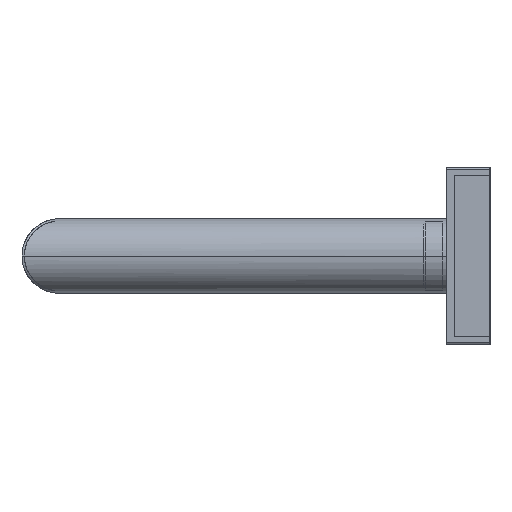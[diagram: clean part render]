
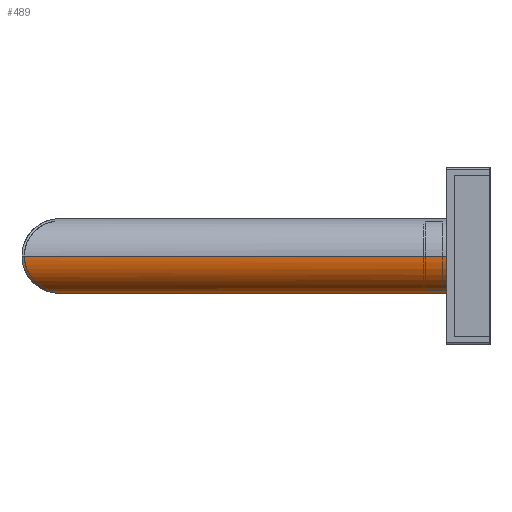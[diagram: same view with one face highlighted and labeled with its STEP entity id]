
A CAD part, left-side view. The second image highlights one B-rep face of the part: STEP entity #489.
In plain terms, the highlighted cylindrical face has radius 9.5 mm (diameter 19 mm), a partial arc.
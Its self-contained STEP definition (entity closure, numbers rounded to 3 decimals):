
#31 = B_SPLINE_CURVE_WITH_KNOTS ( 'NONE', 3,
 ( #2323, #2316, #2315, #2314, #2313, #2312, #2311, #2310, #2309, #2308, #2307, #2306, #2305, #2304, #2303, #2302, #2301, #2300, #2299, #2298, #2297, #2296 ),
 .UNSPECIFIED., .F., .F.,
 ( 4, 2, 2, 2, 2, 2, 2, 2, 2, 2, 4 ),
 ( 0.01, 0.011, 0.013, 0.014, 0.015, 0.017, 0.017, 0.018, 0.019, 0.02, 0.02 ),
 .UNSPECIFIED. ) ;
#36 = B_SPLINE_CURVE_WITH_KNOTS ( 'NONE', 3,
 ( #1338, #1331, #1330, #1329, #1328, #1327, #1326, #1325, #1324, #1323, #1322, #1321, #1320, #1319, #1318, #1317, #1316, #1315, #1314, #1313 ),
 .UNSPECIFIED., .F., .F.,
 ( 4, 2, 2, 2, 2, 2, 2, 2, 2, 4 ),
 ( 0., 0.001, 0.003, 0.004, 0.005, 0.006, 0.008, 0.009, 0.01, 0.01 ),
 .UNSPECIFIED. ) ;
#38 =( BOUNDED_CURVE ( )  B_SPLINE_CURVE ( 3, ( #2295, #2294, #2293, #2292 ),
 .UNSPECIFIED., .F., .F. ) 
 B_SPLINE_CURVE_WITH_KNOTS ( ( 4, 4 ),
 ( 3.142, 6.283 ),
 .UNSPECIFIED. ) 
 CURVE ( )  GEOMETRIC_REPRESENTATION_ITEM ( )  RATIONAL_B_SPLINE_CURVE ( ( 1., 0.333, 0.333, 1. ) ) 
 REPRESENTATION_ITEM ( '' )  );
#388 = CIRCLE ( 'NONE', #898, 9.5 ) ;
#461 = EDGE_CURVE ( 'NONE', #1655, #1659, #2328, .T. ) ;
#462 = EDGE_CURVE ( 'NONE', #1658, #1659, #388, .T. ) ;
#464 = EDGE_CURVE ( 'NONE', #1644, #1658, #2319, .T. ) ;
#465 = EDGE_CURVE ( 'NONE', #1645, #1657, #31, .T. ) ;
#466 = EDGE_CURVE ( 'NONE', #1655, #1656, #38, .T. ) ;
#467 = EDGE_CURVE ( 'NONE', #1656, #1657, #2290, .T. ) ;
#489 = ADVANCED_FACE ( 'NONE', ( #819 ), #824, .T. ) ;
#519 = EDGE_CURVE ( 'NONE', #1644, #1645, #36, .T. ) ;
#604 = CARTESIAN_POINT ( 'NONE',  ( 0., 0., -9.5 ) ) ;
#605 = CARTESIAN_POINT ( 'NONE',  ( 0., 47.3, 9.5 ) ) ;
#606 = CARTESIAN_POINT ( 'NONE',  ( 0., 89., 9.5 ) ) ;
#607 = CARTESIAN_POINT ( 'NONE',  ( 0., 108., -9.5 ) ) ;
#616 = CARTESIAN_POINT ( 'NONE',  ( 6.3, 41., 7.111 ) ) ;
#617 = CARTESIAN_POINT ( 'NONE',  ( 0., 34.7, 9.5 ) ) ;
#671 = CARTESIAN_POINT ( 'NONE',  ( 0., 0., 9.5 ) ) ;
#819 = FACE_OUTER_BOUND ( 'NONE', #2189, .T. ) ;
#823 = AXIS2_PLACEMENT_3D ( 'NONE', #1468, #1467, #1465 ) ;
#824 = CYLINDRICAL_SURFACE ( 'NONE', #823, 9.5 ) ;
#898 = AXIS2_PLACEMENT_3D ( 'NONE', #2329, #2325, #2324 ) ;
#908 = VECTOR ( 'NONE', #2326, 1000. ) ;
#922 = VECTOR ( 'NONE', #2288, 1000. ) ;
#953 = VECTOR ( 'NONE', #2317, 1000. ) ;
#1313 = CARTESIAN_POINT ( 'NONE',  ( 6.3, 41., 7.111 ) ) ;
#1314 = CARTESIAN_POINT ( 'NONE',  ( 6.3, 40.786, 7.111 ) ) ;
#1315 = CARTESIAN_POINT ( 'NONE',  ( 6.289, 40.57, 7.12 ) ) ;
#1316 = CARTESIAN_POINT ( 'NONE',  ( 6.245, 40.146, 7.159 ) ) ;
#1317 = CARTESIAN_POINT ( 'NONE',  ( 6.213, 39.937, 7.187 ) ) ;
#1318 = CARTESIAN_POINT ( 'NONE',  ( 6.087, 39.321, 7.295 ) ) ;
#1319 = CARTESIAN_POINT ( 'NONE',  ( 5.96, 38.918, 7.401 ) ) ;
#1320 = CARTESIAN_POINT ( 'NONE',  ( 5.642, 38.168, 7.646 ) ) ;
#1321 = CARTESIAN_POINT ( 'NONE',  ( 5.451, 37.816, 7.785 ) ) ;
#1322 = CARTESIAN_POINT ( 'NONE',  ( 5.005, 37.154, 8.079 ) ) ;
#1323 = CARTESIAN_POINT ( 'NONE',  ( 4.749, 36.841, 8.234 ) ) ;
#1324 = CARTESIAN_POINT ( 'NONE',  ( 4.187, 36.276, 8.534 ) ) ;
#1325 = CARTESIAN_POINT ( 'NONE',  ( 3.88, 36.019, 8.679 ) ) ;
#1326 = CARTESIAN_POINT ( 'NONE',  ( 3.205, 35.561, 8.95 ) ) ;
#1327 = CARTESIAN_POINT ( 'NONE',  ( 2.846, 35.364, 9.072 ) ) ;
#1328 = CARTESIAN_POINT ( 'NONE',  ( 2.085, 35.041, 9.277 ) ) ;
#1329 = CARTESIAN_POINT ( 'NONE',  ( 1.678, 34.913, 9.36 ) ) ;
#1330 = CARTESIAN_POINT ( 'NONE',  ( 0.853, 34.744, 9.471 ) ) ;
#1331 = CARTESIAN_POINT ( 'NONE',  ( 0.431, 34.7, 9.5 ) ) ;
#1338 = CARTESIAN_POINT ( 'NONE',  ( 0., 34.7, 9.5 ) ) ;
#1465 = DIRECTION ( 'NONE',  ( 0., 0., -1. ) ) ;
#1467 = DIRECTION ( 'NONE',  ( 0., -1., 0. ) ) ;
#1468 = CARTESIAN_POINT ( 'NONE',  ( 0., 108., 0. ) ) ;
#1644 = VERTEX_POINT ( 'NONE', #617 ) ;
#1645 = VERTEX_POINT ( 'NONE', #616 ) ;
#1655 = VERTEX_POINT ( 'NONE', #607 ) ;
#1656 = VERTEX_POINT ( 'NONE', #606 ) ;
#1657 = VERTEX_POINT ( 'NONE', #605 ) ;
#1658 = VERTEX_POINT ( 'NONE', #671 ) ;
#1659 = VERTEX_POINT ( 'NONE', #604 ) ;
#1839 = ORIENTED_EDGE ( 'NONE', *, *, #462, .T. ) ;
#1840 = ORIENTED_EDGE ( 'NONE', *, *, #461, .F. ) ;
#1841 = ORIENTED_EDGE ( 'NONE', *, *, #464, .T. ) ;
#1842 = ORIENTED_EDGE ( 'NONE', *, *, #519, .F. ) ;
#1843 = ORIENTED_EDGE ( 'NONE', *, *, #467, .T. ) ;
#1844 = ORIENTED_EDGE ( 'NONE', *, *, #465, .F. ) ;
#1845 = ORIENTED_EDGE ( 'NONE', *, *, #466, .T. ) ;
#2189 = EDGE_LOOP ( 'NONE', ( #1845, #1843, #1844, #1842, #1841, #1839, #1840 ) ) ;
#2288 = DIRECTION ( 'NONE',  ( 0., -1., 0. ) ) ;
#2289 = CARTESIAN_POINT ( 'NONE',  ( 0., 108., 9.5 ) ) ;
#2290 = LINE ( 'NONE', #2289, #922 ) ;
#2292 = CARTESIAN_POINT ( 'NONE',  ( 0., 89., 9.5 ) ) ;
#2293 = CARTESIAN_POINT ( 'NONE',  ( 19., 89., 9.5 ) ) ;
#2294 = CARTESIAN_POINT ( 'NONE',  ( 19., 108., -9.5 ) ) ;
#2295 = CARTESIAN_POINT ( 'NONE',  ( 0., 108., -9.5 ) ) ;
#2296 = CARTESIAN_POINT ( 'NONE',  ( 0., 47.3, 9.5 ) ) ;
#2297 = CARTESIAN_POINT ( 'NONE',  ( 0.212, 47.3, 9.5 ) ) ;
#2298 = CARTESIAN_POINT ( 'NONE',  ( 0.424, 47.289, 9.493 ) ) ;
#2299 = CARTESIAN_POINT ( 'NONE',  ( 0.848, 47.246, 9.464 ) ) ;
#2300 = CARTESIAN_POINT ( 'NONE',  ( 1.061, 47.214, 9.443 ) ) ;
#2301 = CARTESIAN_POINT ( 'NONE',  ( 1.685, 47.085, 9.359 ) ) ;
#2302 = CARTESIAN_POINT ( 'NONE',  ( 2.083, 46.96, 9.277 ) ) ;
#2303 = CARTESIAN_POINT ( 'NONE',  ( 2.655, 46.717, 9.124 ) ) ;
#2304 = CARTESIAN_POINT ( 'NONE',  ( 2.843, 46.626, 9.067 ) ) ;
#2305 = CARTESIAN_POINT ( 'NONE',  ( 3.203, 46.429, 8.946 ) ) ;
#2306 = CARTESIAN_POINT ( 'NONE',  ( 3.376, 46.323, 8.882 ) ) ;
#2307 = CARTESIAN_POINT ( 'NONE',  ( 3.875, 45.984, 8.681 ) ) ;
#2308 = CARTESIAN_POINT ( 'NONE',  ( 4.182, 45.729, 8.536 ) ) ;
#2309 = CARTESIAN_POINT ( 'NONE',  ( 4.748, 45.161, 8.235 ) ) ;
#2310 = CARTESIAN_POINT ( 'NONE',  ( 5.002, 44.851, 8.081 ) ) ;
#2311 = CARTESIAN_POINT ( 'NONE',  ( 5.449, 44.187, 7.787 ) ) ;
#2312 = CARTESIAN_POINT ( 'NONE',  ( 5.644, 43.829, 7.644 ) ) ;
#2313 = CARTESIAN_POINT ( 'NONE',  ( 5.963, 43.075, 7.398 ) ) ;
#2314 = CARTESIAN_POINT ( 'NONE',  ( 6.087, 42.678, 7.294 ) ) ;
#2315 = CARTESIAN_POINT ( 'NONE',  ( 6.257, 41.848, 7.149 ) ) ;
#2316 = CARTESIAN_POINT ( 'NONE',  ( 6.3, 41.427, 7.111 ) ) ;
#2317 = DIRECTION ( 'NONE',  ( 0., -1., 0. ) ) ;
#2318 = CARTESIAN_POINT ( 'NONE',  ( 0., 108., 9.5 ) ) ;
#2319 = LINE ( 'NONE', #2318, #953 ) ;
#2323 = CARTESIAN_POINT ( 'NONE',  ( 6.3, 41., 7.111 ) ) ;
#2324 = DIRECTION ( 'NONE',  ( 0., 0., 1. ) ) ;
#2325 = DIRECTION ( 'NONE',  ( 0., 1., 0. ) ) ;
#2326 = DIRECTION ( 'NONE',  ( 0., -1., 0. ) ) ;
#2327 = CARTESIAN_POINT ( 'NONE',  ( 0., 108., -9.5 ) ) ;
#2328 = LINE ( 'NONE', #2327, #908 ) ;
#2329 = CARTESIAN_POINT ( 'NONE',  ( 0., 0., 0. ) ) ;
